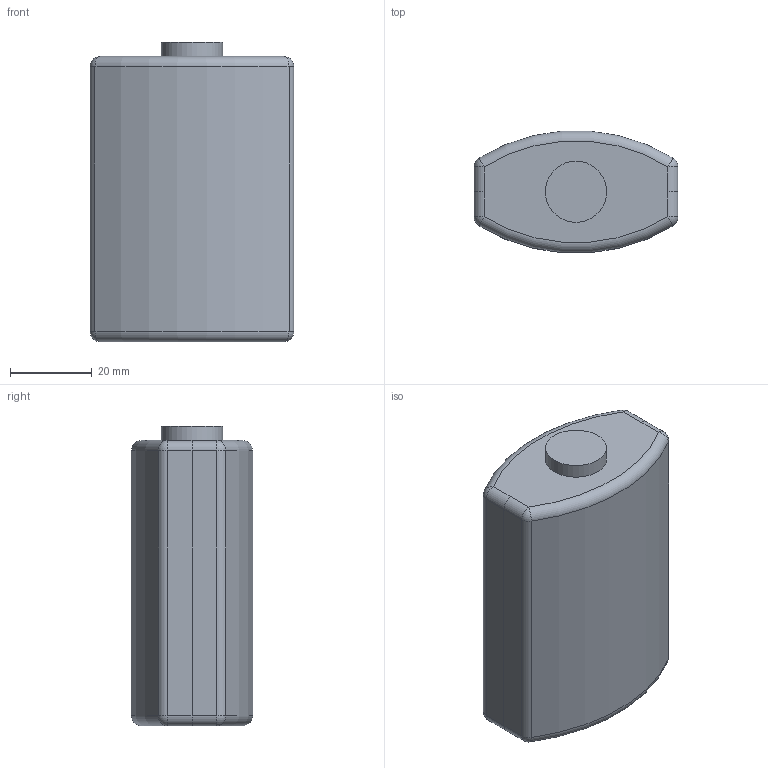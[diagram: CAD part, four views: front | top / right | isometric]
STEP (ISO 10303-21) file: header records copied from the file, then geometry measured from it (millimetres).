
FILE_DESCRIPTION(('FreeCAD Model'),'2;1');
FILE_NAME('Open CASCADE Shape Model','2024-05-12T06:03:19',('FreeCAD'),( 'FreeCAD'),'Open CASCADE STEP processor 7.6','FreeCAD','Unknown');
FILE_SCHEMA(('AUTOMOTIVE_DESIGN { 1 0 10303 214 1 1 1 1 }'));
Length unit declared in the file: millimetre
Products named in the file (1): Open CASCADE STEP translator 7.6 1
Bounding box: 50 x 29.72 x 73.5 mm (x, y, z)
Volume: 88304.8 mm3; surface area: 11832.4 mm2
Topology: 1 solids, 1 shells, 34 faces, 73 edges, 34 vertices
Faces by surface type: cylinder 15, sphere 8, plane 7, torus 4
Full cylindrical faces by diameter (mm): 15 x1
Entity records: 853 total; most frequent: DIRECTION 173, CARTESIAN_POINT 134, ORIENTED_EDGE 130, AXIS2_PLACEMENT_3D 73, EDGE_CURVE 65, CIRCLE 38, FACE_BOUND 35, EDGE_LOOP 35
